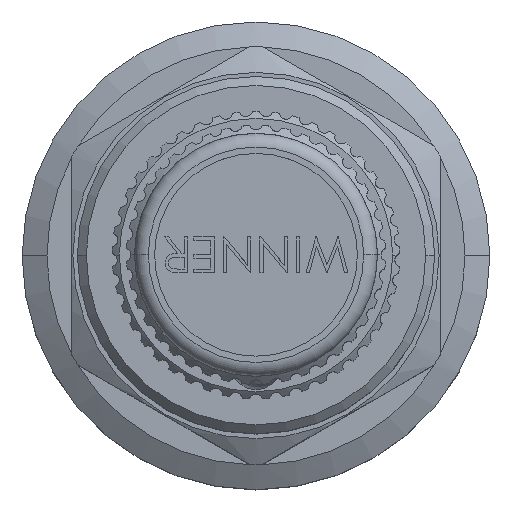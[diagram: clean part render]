
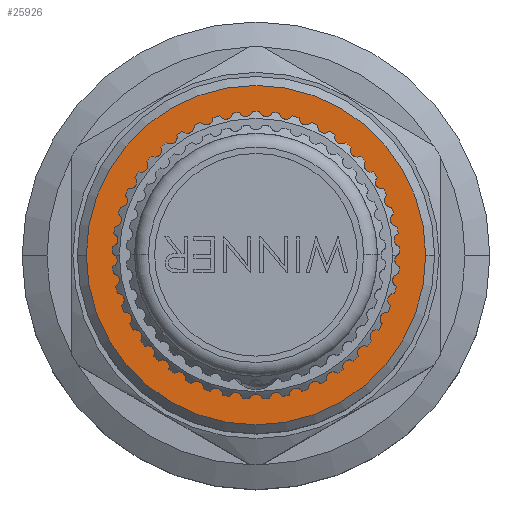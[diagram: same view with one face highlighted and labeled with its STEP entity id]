
A CAD part, top view. The second image highlights one B-rep face of the part: STEP entity #25926.
In plain terms, the highlighted planar face has unit normal (0, 0, 1).
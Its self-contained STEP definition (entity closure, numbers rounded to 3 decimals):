
#824 = CARTESIAN_POINT ( 'NONE',  ( 0., 0., 20.89 ) ) ;
#1097 = AXIS2_PLACEMENT_3D ( 'NONE', #11941, #15518, #12356 ) ;
#2373 = VERTEX_POINT ( 'NONE', #40020 ) ;
#3100 = CIRCLE ( 'NONE', #6349, 6.875 ) ;
#3133 = EDGE_CURVE ( 'NONE', #2373, #28376, #18760, .T. ) ;
#3987 = DIRECTION ( 'NONE',  ( 0., 0., -1. ) ) ;
#6349 = AXIS2_PLACEMENT_3D ( 'NONE', #33227, #17122, #33094 ) ;
#9498 = DIRECTION ( 'NONE',  ( 0., 0., -1. ) ) ;
#11266 = ORIENTED_EDGE ( 'NONE', *, *, #38019, .F. ) ;
#11315 = ORIENTED_EDGE ( 'NONE', *, *, #32390, .T. ) ;
#11941 = CARTESIAN_POINT ( 'NONE',  ( 0., 0., 20.89 ) ) ;
#12356 = DIRECTION ( 'NONE',  ( 1., 0., 0. ) ) ;
#12927 = FACE_OUTER_BOUND ( 'NONE', #34679, .T. ) ;
#13280 = CARTESIAN_POINT ( 'NONE',  ( 6.875, 0., 20.89 ) ) ;
#14557 = ORIENTED_EDGE ( 'NONE', *, *, #19898, .T. ) ;
#15218 = AXIS2_PLACEMENT_3D ( 'NONE', #21802, #9498, #21939 ) ;
#15518 = DIRECTION ( 'NONE',  ( 0., 0., -1. ) ) ;
#15716 = CARTESIAN_POINT ( 'NONE',  ( 0., 0., 20.89 ) ) ;
#15855 = DIRECTION ( 'NONE',  ( 1., 0., 0. ) ) ;
#16476 = CARTESIAN_POINT ( 'NONE',  ( -6.875, 0., 20.89 ) ) ;
#17122 = DIRECTION ( 'NONE',  ( 0., 0., -1. ) ) ;
#18760 = CIRCLE ( 'NONE', #1097, 19. ) ;
#19898 = EDGE_CURVE ( 'NONE', #36916, #21438, #3100, .T. ) ;
#21322 = FACE_BOUND ( 'NONE', #30437, .T. ) ;
#21438 = VERTEX_POINT ( 'NONE', #16476 ) ;
#21802 = CARTESIAN_POINT ( 'NONE',  ( 0., -19., 20.89 ) ) ;
#21939 = DIRECTION ( 'NONE',  ( 1., 0., 0. ) ) ;
#25926 = ADVANCED_FACE ( 'NONE', ( #21322, #12927 ), #38207, .F. ) ;
#26076 = DIRECTION ( 'NONE',  ( -1., 0., 0. ) ) ;
#27225 = ORIENTED_EDGE ( 'NONE', *, *, #3133, .F. ) ;
#28376 = VERTEX_POINT ( 'NONE', #29896 ) ;
#29896 = CARTESIAN_POINT ( 'NONE',  ( -19., 0., 20.89 ) ) ;
#30437 = EDGE_LOOP ( 'NONE', ( #14557, #11315 ) ) ;
#31557 = DIRECTION ( 'NONE',  ( 0., 0., -1. ) ) ;
#32390 = EDGE_CURVE ( 'NONE', #21438, #36916, #39350, .T. ) ;
#33094 = DIRECTION ( 'NONE',  ( -1., 0., 0. ) ) ;
#33227 = CARTESIAN_POINT ( 'NONE',  ( 0., 0., 20.89 ) ) ;
#34021 = CIRCLE ( 'NONE', #37316, 19. ) ;
#34679 = EDGE_LOOP ( 'NONE', ( #27225, #11266 ) ) ;
#36916 = VERTEX_POINT ( 'NONE', #13280 ) ;
#37316 = AXIS2_PLACEMENT_3D ( 'NONE', #15716, #31557, #15855 ) ;
#38019 = EDGE_CURVE ( 'NONE', #28376, #2373, #34021, .T. ) ;
#38207 = PLANE ( 'NONE',  #15218 ) ;
#39082 = AXIS2_PLACEMENT_3D ( 'NONE', #824, #3987, #26076 ) ;
#39350 = CIRCLE ( 'NONE', #39082, 6.875 ) ;
#40020 = CARTESIAN_POINT ( 'NONE',  ( 19., 0., 20.89 ) ) ;
